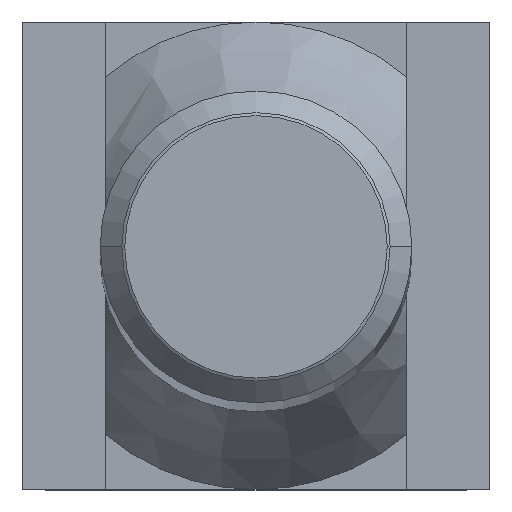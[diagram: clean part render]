
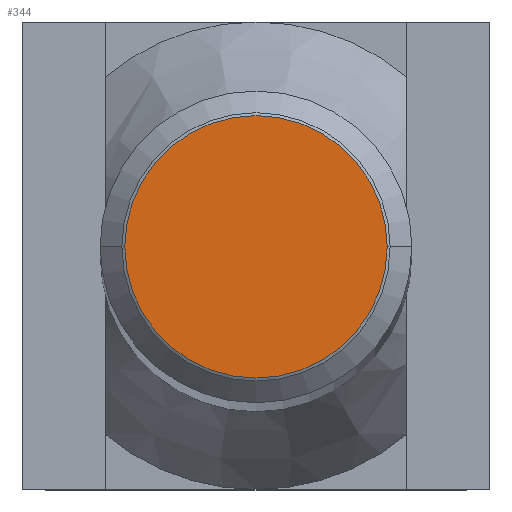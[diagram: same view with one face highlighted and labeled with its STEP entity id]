
A CAD part, top view. The second image highlights one B-rep face of the part: STEP entity #344.
In plain terms, the highlighted planar face has unit normal (0, 0, 1).
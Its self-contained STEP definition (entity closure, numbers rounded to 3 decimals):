
#282=EDGE_CURVE('',#380,#294,#553,.T.);
#294=VERTEX_POINT('',#565);
#308=EDGE_CURVE('',#294,#380,#581,.T.);
#344=ADVANCED_FACE('',(#621),#622,.T.);
#380=VERTEX_POINT('',#662);
#553=CIRCLE('',#910,5.053);
#565=CARTESIAN_POINT('',(-5.053,0.,200.0));
#581=CIRCLE('',#949,5.053);
#621=FACE_OUTER_BOUND('',#1002,.T.);
#622=PLANE('',#1003);
#662=CARTESIAN_POINT('',(5.053,0.,200.0));
#910=AXIS2_PLACEMENT_3D('',#1252,#1253,#1254);
#949=AXIS2_PLACEMENT_3D('',#1268,#1269,#1270);
#1002=EDGE_LOOP('',(#1317,#1318));
#1003=AXIS2_PLACEMENT_3D('',#1319,#1320,#1321);
#1252=CARTESIAN_POINT('',(0.,0.,200.0));
#1253=DIRECTION('',(0.0,-0.0,1.0));
#1254=DIRECTION('',(1.0,0.,0.0));
#1268=CARTESIAN_POINT('',(0.,0.,200.0));
#1269=DIRECTION('',(0.0,-0.0,1.0));
#1270=DIRECTION('',(1.0,0.,0.0));
#1317=ORIENTED_EDGE('',*,*,#282,.T.);
#1318=ORIENTED_EDGE('',*,*,#308,.T.);
#1319=CARTESIAN_POINT('',(-2.55,0.,200.0));
#1320=DIRECTION('',(0.0,0.0,1.0));
#1321=DIRECTION('',(-1.0,0.,0.0));
